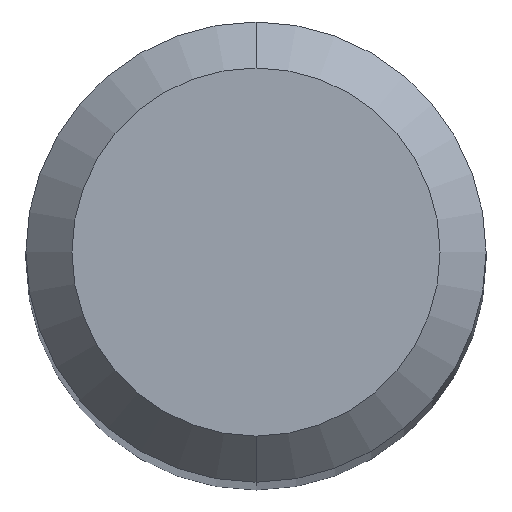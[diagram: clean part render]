
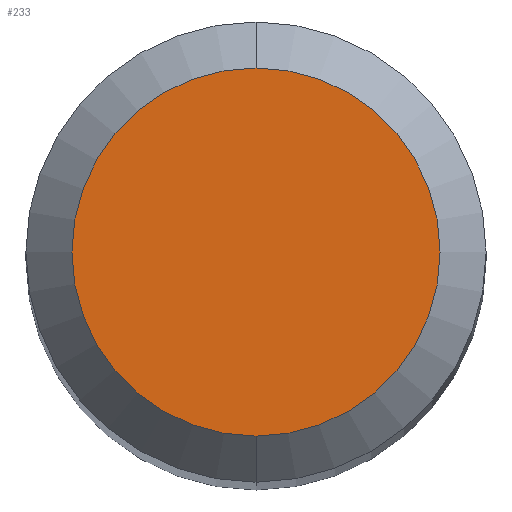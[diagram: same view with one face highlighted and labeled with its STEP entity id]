
A CAD part, top view. The second image highlights one B-rep face of the part: STEP entity #233.
In plain terms, the highlighted planar face has unit normal (0, 0, 1).
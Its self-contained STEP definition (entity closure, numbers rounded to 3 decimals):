
#207=VERTEX_POINT('',#519);
#221=EDGE_CURVE('',#207,#315,#534,.T.);
#233=ADVANCED_FACE('',(#547),#548,.T.);
#291=EDGE_CURVE('',#315,#207,#611,.T.);
#315=VERTEX_POINT('',#637);
#519=CARTESIAN_POINT('',(0.0,1.2,0.0));
#534=CIRCLE('',#907,1.2);
#547=FACE_OUTER_BOUND('',#922,.T.);
#548=PLANE('',#923);
#611=CIRCLE('',#1039,1.2);
#637=CARTESIAN_POINT('',(0.,-1.2,0.0));
#907=AXIS2_PLACEMENT_3D('',#1502,#1503,#1504);
#922=EDGE_LOOP('',(#1523,#1524));
#923=AXIS2_PLACEMENT_3D('',#1525,#1526,#1527);
#1039=AXIS2_PLACEMENT_3D('',#1583,#1584,#1585);
#1502=CARTESIAN_POINT('',(0.0,0.0,0.0));
#1503=DIRECTION('',(0.0,0.0,-1.0));
#1504=DIRECTION('',(0.0,1.0,0.0));
#1523=ORIENTED_EDGE('',*,*,#221,.F.);
#1524=ORIENTED_EDGE('',*,*,#291,.F.);
#1525=CARTESIAN_POINT('',(0.0,0.6,0.0));
#1526=DIRECTION('',(-0.0,0.0,1.0));
#1527=DIRECTION('',(0.0,-1.0,0.0));
#1583=CARTESIAN_POINT('',(0.0,0.0,0.0));
#1584=DIRECTION('',(0.0,0.0,-1.0));
#1585=DIRECTION('',(0.0,1.0,0.0));
